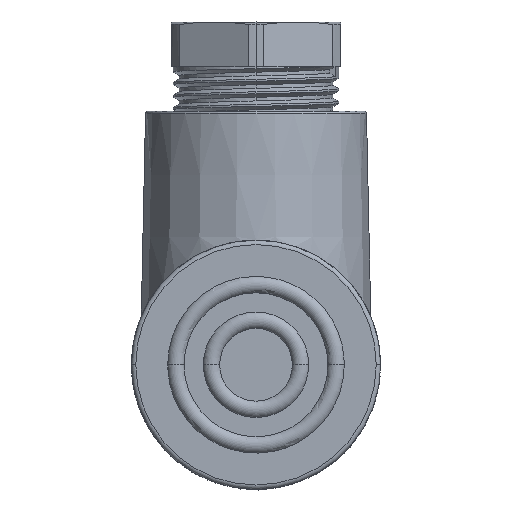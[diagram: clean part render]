
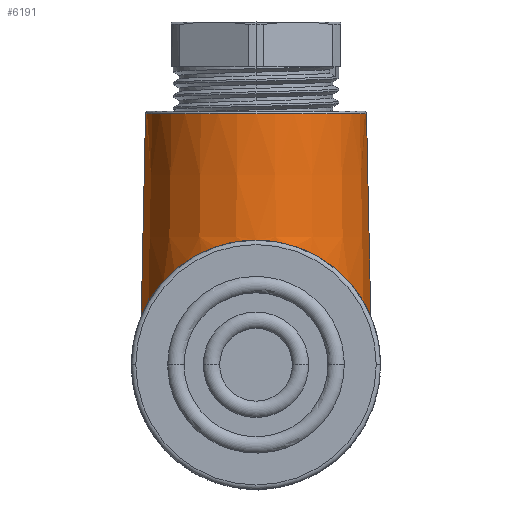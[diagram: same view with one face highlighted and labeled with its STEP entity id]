
A CAD part, top view. The second image highlights one B-rep face of the part: STEP entity #6191.
In plain terms, the highlighted conical face has half-angle 1.206 degrees and reference radius 13 mm.
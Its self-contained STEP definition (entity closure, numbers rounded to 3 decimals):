
#5967=AXIS2_PLACEMENT_3D('Circle Axis2P3D',#5965,#5966,$) ;
#6052=AXIS2_PLACEMENT_3D('Cone Axis2P3D',#6049,#6050,#6051) ;
#5962=CARTESIAN_POINT('Vertex',(1.594,42.206,57.)) ;
#5965=CARTESIAN_POINT('Axis2P3D Location',(14.,42.206,57.)) ;
#5969=CARTESIAN_POINT('Vertex',(26.406,42.206,57.)) ;
#6049=CARTESIAN_POINT('Axis2P3D Location',(14.,14.,57.)) ;
#6054=CARTESIAN_POINT('Line Origine',(10544.484,-499566.483,57.)) ;
#6058=CARTESIAN_POINT('Vertex',(26.988,14.547,57.)) ;
#6061=CARTESIAN_POINT('Line Origine',(-10516.484,-499566.483,57.)) ;
#6065=CARTESIAN_POINT('Vertex',(1.012,14.556,57.)) ;
#6069=CARTESIAN_POINT('Control Point',(1.02,14.725,57.359)) ;
#6070=CARTESIAN_POINT('Control Point',(1.015,14.63,57.24)) ;
#6071=CARTESIAN_POINT('Control Point',(1.012,14.563,57.12)) ;
#6072=CARTESIAN_POINT('Control Point',(1.012,14.556,57.)) ;
#6073=CARTESIAN_POINT('Vertex',(1.02,14.725,57.359)) ;
#6077=CARTESIAN_POINT('Control Point',(3.6,21.8,64.523)) ;
#6078=CARTESIAN_POINT('Control Point',(2.883,20.843,63.566)) ;
#6079=CARTESIAN_POINT('Control Point',(2.275,19.803,62.526)) ;
#6080=CARTESIAN_POINT('Control Point',(1.791,18.695,61.421)) ;
#6081=CARTESIAN_POINT('Control Point',(1.381,17.36,60.084)) ;
#6082=CARTESIAN_POINT('Control Point',(1.153,16.004,58.71)) ;
#6083=CARTESIAN_POINT('Control Point',(1.14,15.92,58.624)) ;
#6084=CARTESIAN_POINT('Control Point',(1.097,15.606,58.305)) ;
#6085=CARTESIAN_POINT('Control Point',(1.064,15.295,57.986)) ;
#6086=CARTESIAN_POINT('Control Point',(1.05,15.148,57.831)) ;
#6087=CARTESIAN_POINT('Control Point',(1.037,14.982,57.659)) ;
#6088=CARTESIAN_POINT('Control Point',(1.026,14.83,57.486)) ;
#6089=CARTESIAN_POINT('Control Point',(1.024,14.794,57.444)) ;
#6090=CARTESIAN_POINT('Control Point',(1.022,14.759,57.401)) ;
#6091=CARTESIAN_POINT('Control Point',(1.02,14.725,57.359)) ;
#6092=CARTESIAN_POINT('Vertex',(3.6,21.8,64.523)) ;
#6096=CARTESIAN_POINT('Control Point',(3.6,23.372,64.467)) ;
#6097=CARTESIAN_POINT('Control Point',(3.6,22.848,64.485)) ;
#6098=CARTESIAN_POINT('Control Point',(3.6,22.324,64.504)) ;
#6099=CARTESIAN_POINT('Control Point',(3.6,21.8,64.523)) ;
#6100=CARTESIAN_POINT('Vertex',(3.6,23.372,64.467)) ;
#6104=CARTESIAN_POINT('Control Point',(7.896,26.599,68.177)) ;
#6105=CARTESIAN_POINT('Control Point',(6.634,25.988,67.502)) ;
#6106=CARTESIAN_POINT('Control Point',(5.473,25.216,66.642)) ;
#6107=CARTESIAN_POINT('Control Point',(4.452,24.318,65.619)) ;
#6108=CARTESIAN_POINT('Control Point',(3.6,23.372,64.467)) ;
#6109=CARTESIAN_POINT('Vertex',(7.896,26.599,68.177)) ;
#6113=CARTESIAN_POINT('Control Point',(14.017,28.,69.705)) ;
#6114=CARTESIAN_POINT('Control Point',(12.425,28.002,69.707)) ;
#6115=CARTESIAN_POINT('Control Point',(10.83,27.746,69.449)) ;
#6116=CARTESIAN_POINT('Control Point',(9.3,27.279,68.927)) ;
#6117=CARTESIAN_POINT('Control Point',(7.896,26.599,68.177)) ;
#6118=CARTESIAN_POINT('Vertex',(14.017,28.,69.705)) ;
#6122=CARTESIAN_POINT('Control Point',(20.118,26.593,68.169)) ;
#6123=CARTESIAN_POINT('Control Point',(18.719,27.272,68.919)) ;
#6124=CARTESIAN_POINT('Control Point',(17.195,27.739,69.442)) ;
#6125=CARTESIAN_POINT('Control Point',(15.605,27.998,69.703)) ;
#6126=CARTESIAN_POINT('Control Point',(14.017,28.,69.705)) ;
#6127=CARTESIAN_POINT('Vertex',(20.118,26.593,68.169)) ;
#6131=CARTESIAN_POINT('Control Point',(24.4,23.372,64.467)) ;
#6132=CARTESIAN_POINT('Control Point',(23.551,24.315,65.615)) ;
#6133=CARTESIAN_POINT('Control Point',(22.533,25.21,66.637)) ;
#6134=CARTESIAN_POINT('Control Point',(21.375,25.982,67.495)) ;
#6135=CARTESIAN_POINT('Control Point',(20.118,26.593,68.169)) ;
#6136=CARTESIAN_POINT('Vertex',(24.4,23.372,64.467)) ;
#6140=CARTESIAN_POINT('Control Point',(24.4,21.8,64.523)) ;
#6141=CARTESIAN_POINT('Control Point',(24.4,22.324,64.504)) ;
#6142=CARTESIAN_POINT('Control Point',(24.4,22.848,64.485)) ;
#6143=CARTESIAN_POINT('Control Point',(24.4,23.372,64.467)) ;
#6144=CARTESIAN_POINT('Vertex',(24.4,21.8,64.523)) ;
#6148=CARTESIAN_POINT('Control Point',(26.976,14.789,57.436)) ;
#6149=CARTESIAN_POINT('Control Point',(26.972,14.86,57.52)) ;
#6150=CARTESIAN_POINT('Control Point',(26.967,14.935,57.604)) ;
#6151=CARTESIAN_POINT('Control Point',(26.961,15.012,57.688)) ;
#6152=CARTESIAN_POINT('Control Point',(26.944,15.216,57.903)) ;
#6153=CARTESIAN_POINT('Control Point',(26.923,15.423,58.118)) ;
#6154=CARTESIAN_POINT('Control Point',(26.908,15.551,58.249)) ;
#6155=CARTESIAN_POINT('Control Point',(26.872,15.837,58.541)) ;
#6156=CARTESIAN_POINT('Control Point',(26.827,16.124,58.831)) ;
#6157=CARTESIAN_POINT('Control Point',(26.797,16.299,59.008)) ;
#6158=CARTESIAN_POINT('Control Point',(26.727,16.665,59.379)) ;
#6159=CARTESIAN_POINT('Control Point',(26.643,17.03,59.746)) ;
#6160=CARTESIAN_POINT('Control Point',(26.6,17.203,59.92)) ;
#6161=CARTESIAN_POINT('Control Point',(26.314,18.285,61.009)) ;
#6162=CARTESIAN_POINT('Control Point',(25.91,19.339,62.063)) ;
#6163=CARTESIAN_POINT('Control Point',(25.482,20.209,62.931)) ;
#6164=CARTESIAN_POINT('Control Point',(24.977,21.031,63.754)) ;
#6165=CARTESIAN_POINT('Control Point',(24.4,21.8,64.523)) ;
#6166=CARTESIAN_POINT('Vertex',(26.976,14.789,57.436)) ;
#6170=CARTESIAN_POINT('Control Point',(26.988,14.547,57.)) ;
#6171=CARTESIAN_POINT('Control Point',(26.989,14.546,57.11)) ;
#6172=CARTESIAN_POINT('Control Point',(26.986,14.598,57.219)) ;
#6173=CARTESIAN_POINT('Control Point',(26.982,14.697,57.328)) ;
#6174=CARTESIAN_POINT('Control Point',(26.976,14.789,57.436)) ;
#5966=DIRECTION('Axis2P3D Direction',(0.,1.,-0.)) ;
#6050=DIRECTION('Axis2P3D Direction',(0.,-1.,0.)) ;
#6051=DIRECTION('Axis2P3D XDirection',(1.,0.,0.)) ;
#6055=DIRECTION('Vector Direction',(0.021,-1.,0.)) ;
#6062=DIRECTION('Vector Direction',(-0.021,-1.,0.)) ;
#6056=VECTOR('Line Direction',#6055,1.) ;
#6063=VECTOR('Line Direction',#6062,1.) ;
#6177=ORIENTED_EDGE('',*,*,#6060,.T.) ;
#6178=ORIENTED_EDGE('',*,*,#5971,.T.) ;
#6179=ORIENTED_EDGE('',*,*,#6067,.T.) ;
#6180=ORIENTED_EDGE('',*,*,#6075,.F.) ;
#6181=ORIENTED_EDGE('',*,*,#6094,.F.) ;
#6182=ORIENTED_EDGE('',*,*,#6102,.F.) ;
#6183=ORIENTED_EDGE('',*,*,#6111,.F.) ;
#6184=ORIENTED_EDGE('',*,*,#6120,.F.) ;
#6185=ORIENTED_EDGE('',*,*,#6129,.F.) ;
#6186=ORIENTED_EDGE('',*,*,#6138,.F.) ;
#6187=ORIENTED_EDGE('',*,*,#6146,.F.) ;
#6188=ORIENTED_EDGE('',*,*,#6168,.F.) ;
#6189=ORIENTED_EDGE('',*,*,#6175,.F.) ;
#6191=ADVANCED_FACE('Hauptkoerper',(#6190),#6053,.T.) ;
#6068=B_SPLINE_CURVE_WITH_KNOTS('',3,(#6069,#6070,#6071,#6072),.UNSPECIFIED.,.F.,.U.,(4,4),(0.,2.796),.UNSPECIFIED.) ;
#6076=B_SPLINE_CURVE_WITH_KNOTS('',5,(#6077,#6078,#6079,#6080,#6081,#6082,#6083,#6084,#6085,#6086,#6087,#6088,#6089,#6090,#6091),.UNSPECIFIED.,.F.,.U.,(6,3,3,3,6),(0.,47.475,55.026,60.162,61.834),.UNSPECIFIED.) ;
#6095=B_SPLINE_CURVE_WITH_KNOTS('',3,(#6096,#6097,#6098,#6099),.UNSPECIFIED.,.F.,.U.,(4,4),(0.,2.253),.UNSPECIFIED.) ;
#6103=B_SPLINE_CURVE_WITH_KNOTS('',4,(#6104,#6105,#6106,#6107,#6108),.UNSPECIFIED.,.F.,.U.,(5,5),(0.,45.454),.UNSPECIFIED.) ;
#6112=B_SPLINE_CURVE_WITH_KNOTS('',4,(#6113,#6114,#6115,#6116,#6117),.UNSPECIFIED.,.F.,.U.,(5,5),(0.,50.553),.UNSPECIFIED.) ;
#6121=B_SPLINE_CURVE_WITH_KNOTS('',4,(#6122,#6123,#6124,#6125,#6126),.UNSPECIFIED.,.F.,.U.,(5,5),(0.,50.41),.UNSPECIFIED.) ;
#6130=B_SPLINE_CURVE_WITH_KNOTS('',4,(#6131,#6132,#6133,#6134,#6135),.UNSPECIFIED.,.F.,.U.,(5,5),(0.,45.321),.UNSPECIFIED.) ;
#6139=B_SPLINE_CURVE_WITH_KNOTS('',3,(#6140,#6141,#6142,#6143),.UNSPECIFIED.,.F.,.U.,(4,4),(0.,2.253),.UNSPECIFIED.) ;
#6147=B_SPLINE_CURVE_WITH_KNOTS('',5,(#6148,#6149,#6150,#6151,#6152,#6153,#6154,#6155,#6156,#6157,#6158,#6159,#6160,#6161,#6162,#6163,#6164,#6165),.UNSPECIFIED.,.F.,.U.,(6,3,3,3,3,6),(0.,3.304,8.517,14.899,21.282,59.448),.UNSPECIFIED.) ;
#6169=B_SPLINE_CURVE_WITH_KNOTS('',4,(#6170,#6171,#6172,#6173,#6174),.UNSPECIFIED.,.F.,.U.,(5,5),(0.,3.403),.UNSPECIFIED.) ;
#5968=CIRCLE('generated circle',#5967,12.406) ;
#6053=CONICAL_SURFACE('Cone',#6052,13.,0.021) ;
#5971=EDGE_CURVE('',#5970,#5963,#5968,.F.) ;
#6060=EDGE_CURVE('',#6059,#5970,#6057,.F.) ;
#6067=EDGE_CURVE('',#5963,#6066,#6064,.T.) ;
#6075=EDGE_CURVE('',#6074,#6066,#6068,.T.) ;
#6094=EDGE_CURVE('',#6093,#6074,#6076,.T.) ;
#6102=EDGE_CURVE('',#6101,#6093,#6095,.T.) ;
#6111=EDGE_CURVE('',#6110,#6101,#6103,.T.) ;
#6120=EDGE_CURVE('',#6119,#6110,#6112,.T.) ;
#6129=EDGE_CURVE('',#6128,#6119,#6121,.T.) ;
#6138=EDGE_CURVE('',#6137,#6128,#6130,.T.) ;
#6146=EDGE_CURVE('',#6145,#6137,#6139,.T.) ;
#6168=EDGE_CURVE('',#6167,#6145,#6147,.T.) ;
#6175=EDGE_CURVE('',#6059,#6167,#6169,.T.) ;
#6176=EDGE_LOOP('',(#6177,#6178,#6179,#6180,#6181,#6182,#6183,#6184,#6185,#6186,#6187,#6188,#6189)) ;
#6190=FACE_OUTER_BOUND('',#6176,.T.) ;
#6057=LINE('Line',#6054,#6056) ;
#6064=LINE('Line',#6061,#6063) ;
#5963=VERTEX_POINT('',#5962) ;
#5970=VERTEX_POINT('',#5969) ;
#6059=VERTEX_POINT('',#6058) ;
#6066=VERTEX_POINT('',#6065) ;
#6074=VERTEX_POINT('',#6073) ;
#6093=VERTEX_POINT('',#6092) ;
#6101=VERTEX_POINT('',#6100) ;
#6110=VERTEX_POINT('',#6109) ;
#6119=VERTEX_POINT('',#6118) ;
#6128=VERTEX_POINT('',#6127) ;
#6137=VERTEX_POINT('',#6136) ;
#6145=VERTEX_POINT('',#6144) ;
#6167=VERTEX_POINT('',#6166) ;
